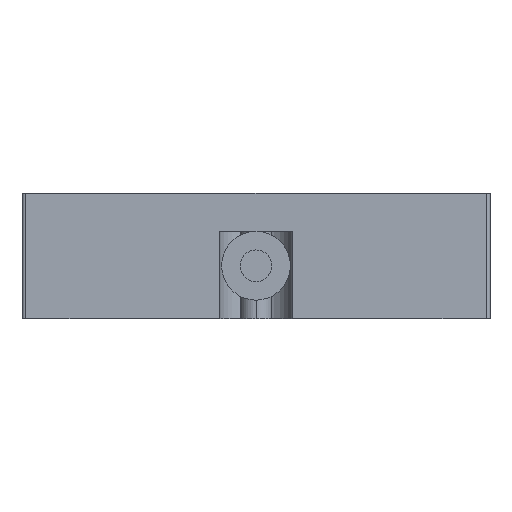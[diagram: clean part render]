
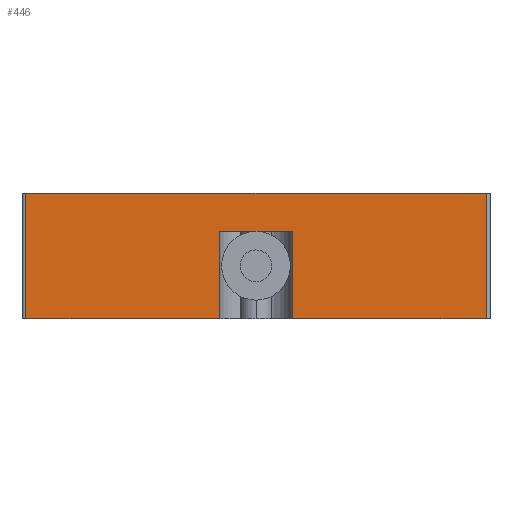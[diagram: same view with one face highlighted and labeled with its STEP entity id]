
A CAD part, left-side view. The second image highlights one B-rep face of the part: STEP entity #446.
In plain terms, the highlighted planar face has unit normal (-1, 0, 0).
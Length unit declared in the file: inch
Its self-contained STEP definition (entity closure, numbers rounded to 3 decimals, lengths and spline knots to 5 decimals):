
#15=DIRECTION('',(0.,-1.,0.));
#16=VECTOR('',#15,0.2435);
#17=CARTESIAN_POINT('',(-0.14,0.29,0.));
#18=LINE('',#17,#16);
#32=DIRECTION('',(0.,-1.,0.));
#33=VECTOR('',#32,0.2435);
#34=CARTESIAN_POINT('',(-0.14,-0.0465,0.));
#35=LINE('',#34,#33);
#90=DIRECTION('',(0.,0.,-1.));
#91=VECTOR('',#90,0.158);
#92=CARTESIAN_POINT('',(-0.14,0.29,0.158));
#93=LINE('',#92,#91);
#94=DIRECTION('',(0.,0.,-1.));
#95=VECTOR('',#94,0.158);
#96=CARTESIAN_POINT('',(-0.14,-0.29,0.158));
#97=LINE('',#96,#95);
#98=DIRECTION('',(0.,0.,1.));
#99=VECTOR('',#98,0.11);
#100=CARTESIAN_POINT('',(-0.14,-0.0465,0.));
#101=LINE('',#100,#99);
#102=DIRECTION('',(0.,1.,0.));
#103=VECTOR('',#102,0.093);
#104=CARTESIAN_POINT('',(-0.14,-0.0465,0.11));
#105=LINE('',#104,#103);
#106=DIRECTION('',(0.,0.,1.));
#107=VECTOR('',#106,0.11);
#108=CARTESIAN_POINT('',(-0.14,0.0465,0.));
#109=LINE('',#108,#107);
#151=DIRECTION('',(0.,-1.,0.));
#152=VECTOR('',#151,0.58);
#153=CARTESIAN_POINT('',(-0.14,0.29,0.158));
#154=LINE('',#153,#152);
#239=CARTESIAN_POINT('',(-0.14,-0.0465,0.));
#241=VERTEX_POINT('',#239);
#243=CARTESIAN_POINT('',(-0.14,0.0465,0.));
#245=VERTEX_POINT('',#243);
#247=CARTESIAN_POINT('',(-0.14,-0.0465,0.11));
#248=CARTESIAN_POINT('',(-0.14,0.0465,0.11));
#249=VERTEX_POINT('',#247);
#250=VERTEX_POINT('',#248);
#271=CARTESIAN_POINT('',(-0.14,0.29,0.));
#273=VERTEX_POINT('',#271);
#277=CARTESIAN_POINT('',(-0.14,0.29,0.158));
#278=VERTEX_POINT('',#277);
#288=CARTESIAN_POINT('',(-0.14,-0.29,0.));
#290=VERTEX_POINT('',#288);
#291=CARTESIAN_POINT('',(-0.14,-0.29,0.158));
#292=VERTEX_POINT('',#291);
#426=CARTESIAN_POINT('',(-0.14,0.295,0.));
#427=DIRECTION('',(-1.,0.,0.));
#428=DIRECTION('',(0.,-1.,0.));
#429=AXIS2_PLACEMENT_3D('',#426,#427,#428);
#430=PLANE('',#429);
#432=ORIENTED_EDGE('',*,*,#431,.F.);
#434=ORIENTED_EDGE('',*,*,#433,.T.);
#435=ORIENTED_EDGE('',*,*,#418,.T.);
#436=ORIENTED_EDGE('',*,*,#330,.F.);
#438=ORIENTED_EDGE('',*,*,#437,.T.);
#440=ORIENTED_EDGE('',*,*,#439,.T.);
#442=ORIENTED_EDGE('',*,*,#441,.F.);
#443=ORIENTED_EDGE('',*,*,#322,.F.);
#444=EDGE_LOOP('',(#432,#434,#435,#436,#438,#440,#442,#443));
#445=FACE_OUTER_BOUND('',#444,.F.);
#446=ADVANCED_FACE('',(#445),#430,.T.);
#322=EDGE_CURVE('',#273,#245,#18,.T.);
#330=EDGE_CURVE('',#241,#290,#35,.T.);
#418=EDGE_CURVE('',#292,#290,#97,.T.);
#431=EDGE_CURVE('',#278,#273,#93,.T.);
#433=EDGE_CURVE('',#278,#292,#154,.T.);
#437=EDGE_CURVE('',#241,#249,#101,.T.);
#439=EDGE_CURVE('',#249,#250,#105,.T.);
#441=EDGE_CURVE('',#245,#250,#109,.T.);
